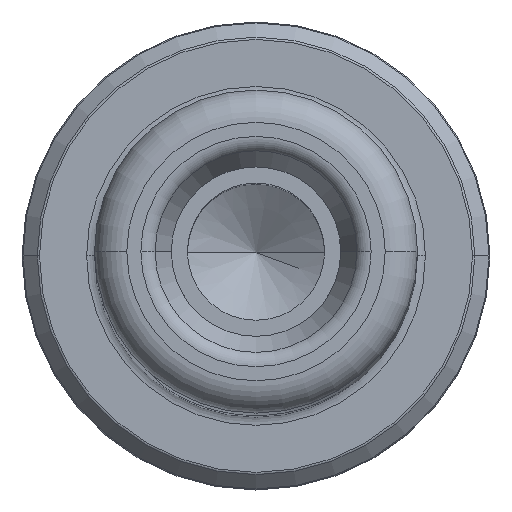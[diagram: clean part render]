
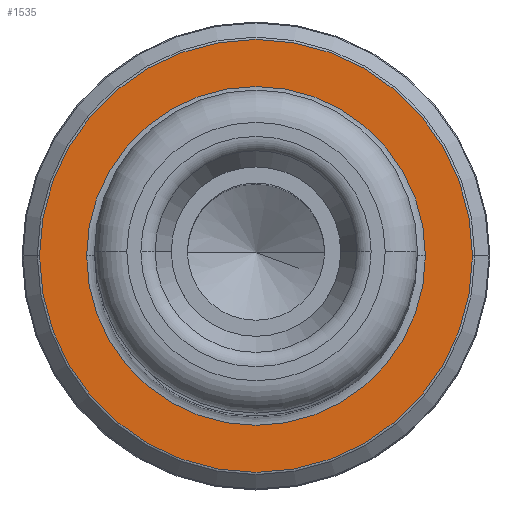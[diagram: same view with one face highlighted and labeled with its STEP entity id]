
A CAD part, top view. The second image highlights one B-rep face of the part: STEP entity #1535.
In plain terms, the highlighted planar face has unit normal (0, 0, 1).
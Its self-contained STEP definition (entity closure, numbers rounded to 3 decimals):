
#50 = CIRCLE ( 'NONE', #2305, 10.5 ) ;
#75 = AXIS2_PLACEMENT_3D ( 'NONE', #3099, #278, #1486 ) ;
#268 = CARTESIAN_POINT ( 'NONE',  ( 0., 0., 20. ) ) ;
#278 = DIRECTION ( 'NONE',  ( 0., 0., 1. ) ) ;
#320 = CARTESIAN_POINT ( 'NONE',  ( 10.5, 0., 20. ) ) ;
#366 = VERTEX_POINT ( 'NONE', #1011 ) ;
#429 = CIRCLE ( 'NONE', #943, 10.5 ) ;
#484 = ORIENTED_EDGE ( 'NONE', *, *, #2998, .T. ) ;
#541 = CARTESIAN_POINT ( 'NONE',  ( 0., 0., 20. ) ) ;
#571 = ORIENTED_EDGE ( 'NONE', *, *, #2052, .T. ) ;
#645 = EDGE_LOOP ( 'NONE', ( #484, #2363 ) ) ;
#780 = EDGE_LOOP ( 'NONE', ( #571, #1260 ) ) ;
#937 = DIRECTION ( 'NONE',  ( 0., 0., 1. ) ) ;
#943 = AXIS2_PLACEMENT_3D ( 'NONE', #2805, #3098, #1524 ) ;
#1011 = CARTESIAN_POINT ( 'NONE',  ( 13.417, 0., 20. ) ) ;
#1028 = EDGE_CURVE ( 'NONE', #3920, #1593, #429, .T. ) ;
#1045 = DIRECTION ( 'NONE',  ( 1., 0., 0. ) ) ;
#1091 = AXIS2_PLACEMENT_3D ( 'NONE', #268, #937, #2406 ) ;
#1260 = ORIENTED_EDGE ( 'NONE', *, *, #1028, .T. ) ;
#1372 = EDGE_CURVE ( 'NONE', #2349, #366, #3901, .T. ) ;
#1486 = DIRECTION ( 'NONE',  ( 1., 0., 0. ) ) ;
#1524 = DIRECTION ( 'NONE',  ( -1., 0., 0. ) ) ;
#1535 = ADVANCED_FACE ( 'NONE', ( #4012, #1791 ), #2384, .T. ) ;
#1593 = VERTEX_POINT ( 'NONE', #2461 ) ;
#1788 = CARTESIAN_POINT ( 'NONE',  ( -13.417, 0., 20. ) ) ;
#1791 = FACE_OUTER_BOUND ( 'NONE', #645, .T. ) ;
#1806 = CIRCLE ( 'NONE', #75, 13.417 ) ;
#2052 = EDGE_CURVE ( 'NONE', #1593, #3920, #50, .T. ) ;
#2305 = AXIS2_PLACEMENT_3D ( 'NONE', #3394, #3749, #3069 ) ;
#2349 = VERTEX_POINT ( 'NONE', #1788 ) ;
#2363 = ORIENTED_EDGE ( 'NONE', *, *, #1372, .T. ) ;
#2384 = PLANE ( 'NONE',  #1091 ) ;
#2406 = DIRECTION ( 'NONE',  ( 1., 0., 0. ) ) ;
#2461 = CARTESIAN_POINT ( 'NONE',  ( -10.5, 0., 20. ) ) ;
#2529 = AXIS2_PLACEMENT_3D ( 'NONE', #541, #2533, #1045 ) ;
#2533 = DIRECTION ( 'NONE',  ( 0., 0., 1. ) ) ;
#2805 = CARTESIAN_POINT ( 'NONE',  ( 0., 0., 20. ) ) ;
#2998 = EDGE_CURVE ( 'NONE', #366, #2349, #1806, .T. ) ;
#3069 = DIRECTION ( 'NONE',  ( -1., 0., 0. ) ) ;
#3098 = DIRECTION ( 'NONE',  ( 0., 0., -1. ) ) ;
#3099 = CARTESIAN_POINT ( 'NONE',  ( 0., 0., 20. ) ) ;
#3394 = CARTESIAN_POINT ( 'NONE',  ( 0., 0., 20. ) ) ;
#3749 = DIRECTION ( 'NONE',  ( 0., 0., -1. ) ) ;
#3901 = CIRCLE ( 'NONE', #2529, 13.417 ) ;
#3920 = VERTEX_POINT ( 'NONE', #320 ) ;
#4012 = FACE_BOUND ( 'NONE', #780, .T. ) ;
